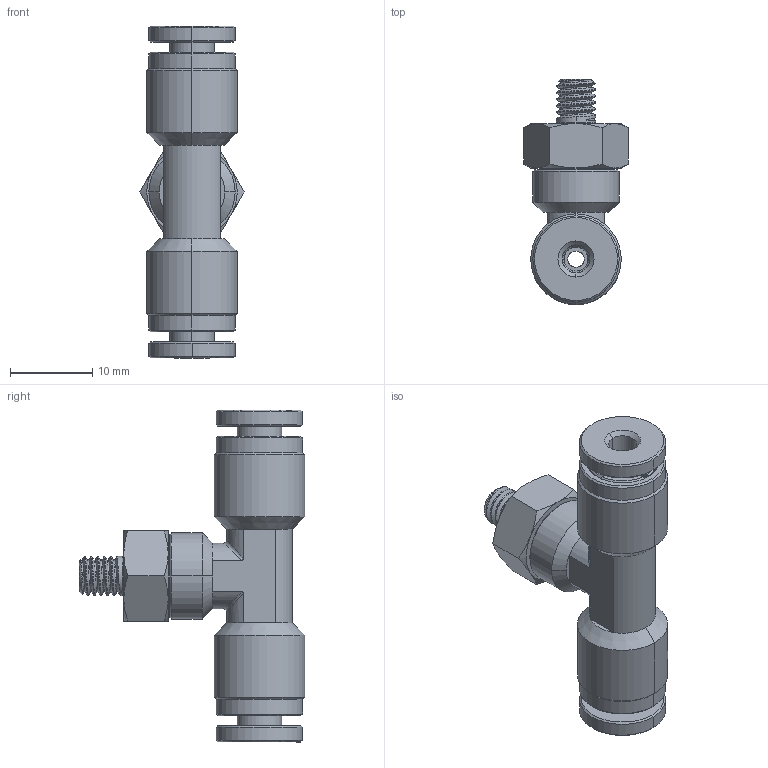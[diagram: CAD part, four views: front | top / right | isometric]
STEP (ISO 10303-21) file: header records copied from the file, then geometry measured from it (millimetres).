
FILE_DESCRIPTION (( 'STEP AP214' ), '1' );
FILE_NAME ('BTS1-8-10-32W.STEP', '2018-07-24T19:21:53', ( '' ), ( '' ), 'SwSTEP 2.0', 'SolidWorks 2016', '' );
FILE_SCHEMA (( 'AUTOMOTIVE_DESIGN' ));
Length unit declared in the file: millimetre
Products named in the file (1): BTS1-8-10-32W
Bounding box: 12.7 x 27.4 x 40.4 mm (x, y, z)
Volume: 3303.6 mm3; surface area: 5414.4 mm2
Topology: 12 solids, 12 shells, 694 faces, 1833 edges, 1177 vertices
Faces by surface type: plane 236, cone 206, cylinder 154, bspline 92, torus 6
Entity records: 32675 total; most frequent: CARTESIAN_POINT 8987, ORIENTED_EDGE 3662, DIRECTION 2931, EDGE_CURVE 1831, AXIS2_PLACEMENT_3D 1207, VERTEX_POINT 1177, EDGE_LOOP 736, UNCERTAINTY_MEASURE_WITH_UNIT 708
